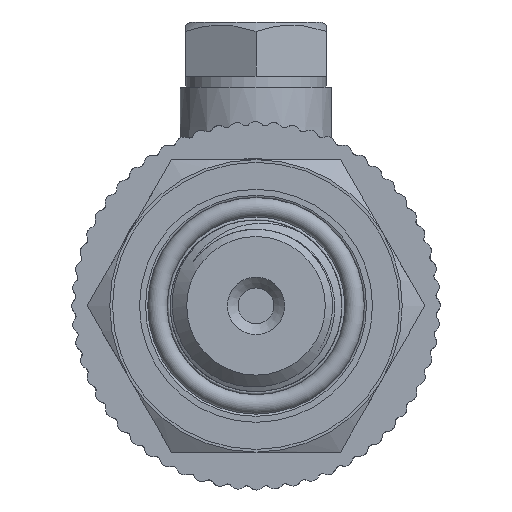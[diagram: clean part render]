
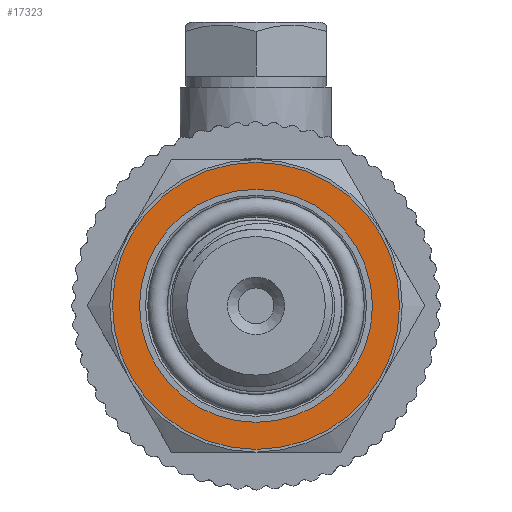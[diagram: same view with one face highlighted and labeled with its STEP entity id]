
A CAD part, left-side view. The second image highlights one B-rep face of the part: STEP entity #17323.
In plain terms, the highlighted planar face has unit normal (-1, 0, 0).
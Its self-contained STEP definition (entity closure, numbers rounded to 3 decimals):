
#185=PLANE('',#18301);
#796=FACE_BOUND('',#2169,.T.);
#1163=FACE_OUTER_BOUND('',#2168,.T.);
#2168=EDGE_LOOP('',(#12983));
#2169=EDGE_LOOP('',(#12984));
#2958=CIRCLE('',#18247,13.25);
#2990=CIRCLE('',#18300,10.75);
#7180=VERTEX_POINT('',#36629);
#7208=VERTEX_POINT('',#38585);
#9296=EDGE_CURVE('',#7180,#7180,#2958,.T.);
#9345=EDGE_CURVE('',#7208,#7208,#2990,.T.);
#12983=ORIENTED_EDGE('',*,*,#9296,.T.);
#12984=ORIENTED_EDGE('',*,*,#9345,.T.);
#17323=ADVANCED_FACE('',(#1163,#796),#185,.T.);
#18247=AXIS2_PLACEMENT_3D('',#36631,#20004,#20005);
#18300=AXIS2_PLACEMENT_3D('',#38586,#20119,#20120);
#18301=AXIS2_PLACEMENT_3D('',#38588,#20122,#20123);
#20004=DIRECTION('center_axis',(-1.,0.,0.));
#20005=DIRECTION('ref_axis',(0.,1.,0.));
#20119=DIRECTION('center_axis',(1.,0.,0.));
#20120=DIRECTION('ref_axis',(0.,0.,-1.));
#20122=DIRECTION('center_axis',(-1.,0.,0.));
#20123=DIRECTION('ref_axis',(0.,0.,1.));
#36629=CARTESIAN_POINT('',(-48.,-13.25,0.));
#36631=CARTESIAN_POINT('Origin',(-48.,0.,0.));
#38585=CARTESIAN_POINT('',(-48.,-10.75,0.));
#38586=CARTESIAN_POINT('Origin',(-48.,0.,0.));
#38588=CARTESIAN_POINT('Origin',(-48.,13.5,0.));
